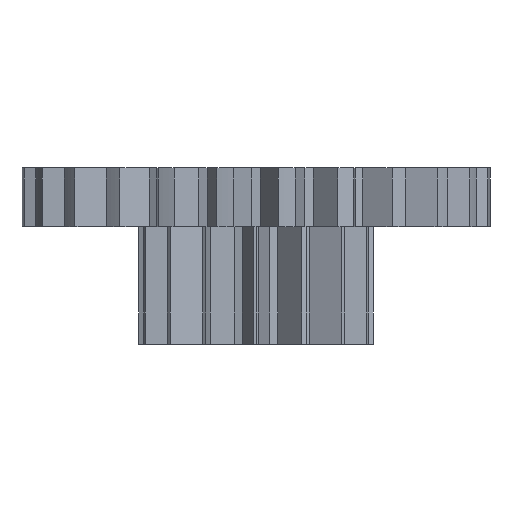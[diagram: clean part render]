
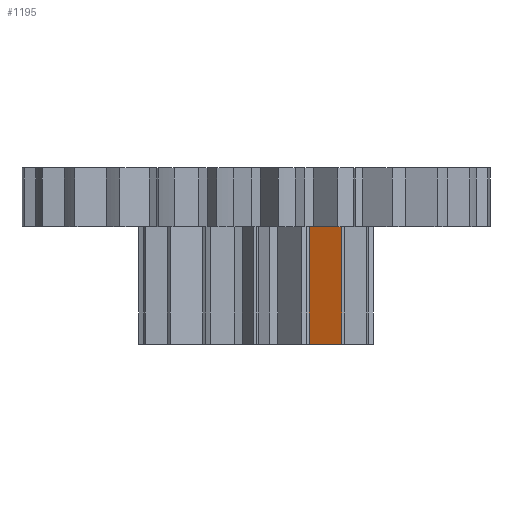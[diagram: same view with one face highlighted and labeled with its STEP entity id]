
A CAD part, front view. The second image highlights one B-rep face of the part: STEP entity #1195.
In plain terms, the highlighted planar face has unit normal (-0.396, -0.918, 0).
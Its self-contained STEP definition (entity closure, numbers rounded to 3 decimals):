
#1133=CARTESIAN_POINT('POINT119',(1.458,
   -1.369,-1.));
#1134=VERTEX_POINT('VERTEX119',#1133);
#1142=CARTESIAN_POINT('POINT120',(1.458,
   -1.369,-3.));
#1143=VERTEX_POINT('VERTEX120',#1142);
#1144=CARTESIAN_POINT('POS140',(1.458,
   -1.369,0.15));
#1145=DIRECTION('DIR184',(0.,0.,1.));
#1146=VECTOR('VEC96',#1145,1.);
#1147=LINE('STRAIGHT96',#1144,#1146);
#1148=EDGE_CURVE('EDGE129',#1134,#1143,#1147,.F.);
#1165=ORIENTED_EDGE('COEDGE143',*,*,#1148,.F.);
#1166=CARTESIAN_POINT('POINT121',(0.909,
   -1.132,-1.));
#1167=VERTEX_POINT('VERTEX121',#1166);
#1168=CARTESIAN_POINT('POS143',(0.595,
   -0.996,-1.));
#1169=DIRECTION('DIR189',(0.918,-0.396,
   0.));
#1170=VECTOR('VEC97',#1169,1.);
#1171=LINE('STRAIGHT97',#1168,#1170);
#1172=EDGE_CURVE('EDGE131',#1134,#1167,#1171,.F.);
#1173=ORIENTED_EDGE('COEDGE144',*,*,#1172,.T.);
#1174=CARTESIAN_POINT('POINT122',(0.909,
   -1.132,-3.));
#1175=VERTEX_POINT('VERTEX122',#1174);
#1176=CARTESIAN_POINT('POS144',(0.909,
   -1.132,-1.));
#1177=DIRECTION('DIR190',(0.,0.,1.));
#1178=VECTOR('VEC98',#1177,1.);
#1179=LINE('STRAIGHT98',#1176,#1178);
#1180=EDGE_CURVE('EDGE132',#1167,#1175,#1179,.F.);
#1181=ORIENTED_EDGE('COEDGE145',*,*,#1180,.T.);
#1182=CARTESIAN_POINT('POS145',(0.595,
   -0.996,-3.));
#1183=DIRECTION('DIR191',(0.918,-0.396,
   0.));
#1184=VECTOR('VEC99',#1183,1.);
#1185=LINE('STRAIGHT99',#1182,#1184);
#1186=EDGE_CURVE('EDGE133',#1143,#1175,#1185,.F.);
#1187=ORIENTED_EDGE('COEDGE146',*,*,#1186,.F.);
#1188=EDGE_LOOP('NONE',(#1165,#1173,#1181,#1187));
#1189=FACE_BOUND('LOOP1',#1188,.T.);
#1190=CARTESIAN_POINT('POS146',(1.458,
   -1.369,-1.));
#1191=DIRECTION('DIR192',(0.396,0.918,
   0.));
#1192=DIRECTION('DIR193',(0.918,-0.396,
   0.));
#1193=AXIS2_PLACEMENT_3D('AXIS47',#1190,#1191,#1192);
#1194=PLANE('PLANE8',#1193);
#1195=ADVANCED_FACE('FACE13',(#1189),#1194,.F.);
